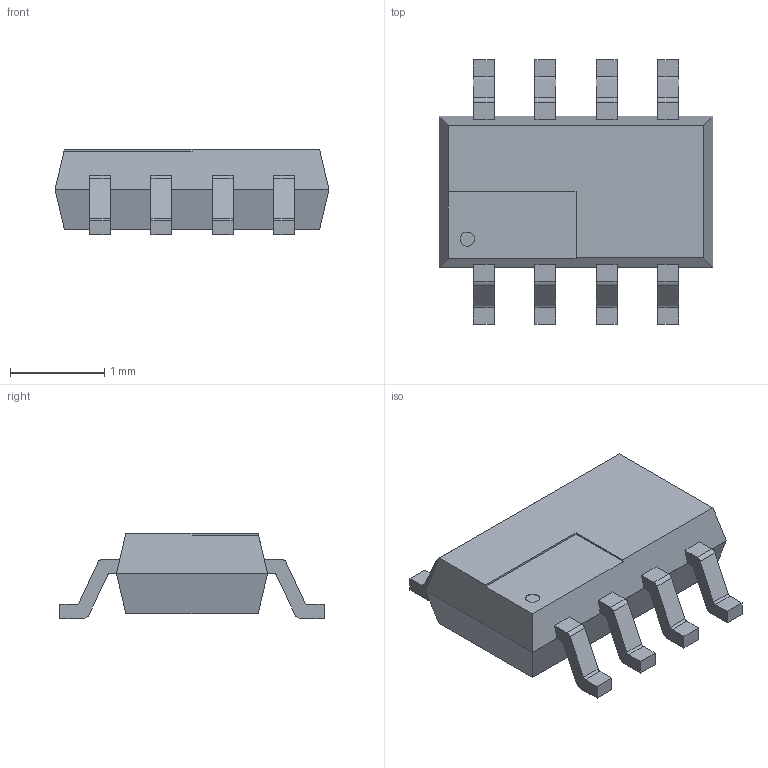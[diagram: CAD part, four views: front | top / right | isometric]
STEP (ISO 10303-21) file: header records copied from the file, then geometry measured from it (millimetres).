
FILE_DESCRIPTION((''),'2;1');
FILE_NAME('TSOT-23_LTC','2010-10-19T',('Simon'),(''),'PRO/ENGINEER BY PARAMETRIC TECHNOLOGY CORPORATION, 2008400','PRO/ENGINEER BY PARAMETRIC TECHNOLOGY CORPORATION, 2008400','');
FILE_SCHEMA(('AUTOMOTIVE_DESIGN_CC2 { 1 2 10303 214 -1 1 5 2 }'));
Length unit declared in the file: millimetre
Products named in the file (1): TSOT-23_LTC
Bounding box: 2.9 x 2.8 x 0.9 mm (x, y, z)
Volume: 3.8 mm3; surface area: 20.5 mm2
Topology: 1 solids, 1 shells, 121 faces, 335 edges, 218 vertices
Faces by surface type: plane 87, cylinder 34
Entity records: 5091 total; most frequent: CARTESIAN_POINT 678, ORIENTED_EDGE 668, DIRECTION 657, PRESENTATION_STYLE_ASSIGNMENT 355, STYLED_ITEM 342, CURVE_STYLE 341, EDGE_CURVE 334, VECTOR 267
